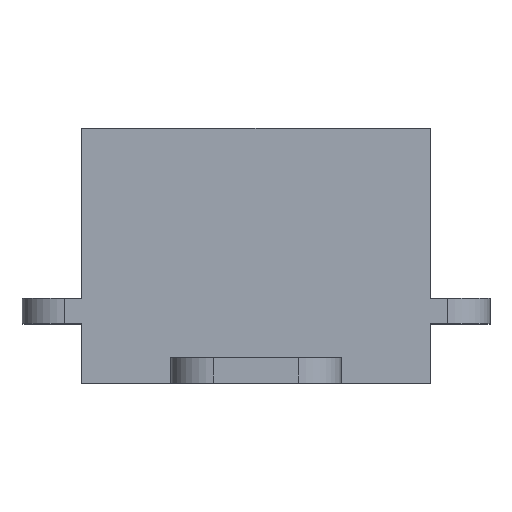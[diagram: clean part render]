
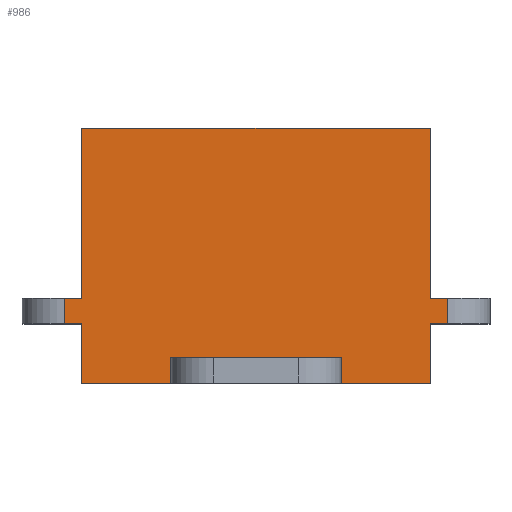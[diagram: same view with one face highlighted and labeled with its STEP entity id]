
A CAD part, top view. The second image highlights one B-rep face of the part: STEP entity #986.
In plain terms, the highlighted planar face has unit normal (0, 0, 1).
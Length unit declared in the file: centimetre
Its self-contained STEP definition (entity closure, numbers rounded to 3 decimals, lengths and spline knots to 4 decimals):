
#2 = DIRECTION ( 'NONE',  ( 0., 1., 0. ) ) ;
#22 = DIRECTION ( 'NONE',  ( 1., 0., 0. ) ) ;
#27 = CARTESIAN_POINT ( 'NONE',  ( -2.05, 2.3, 1.285 ) ) ;
#55 = CARTESIAN_POINT ( 'NONE',  ( -2.05, -0.7, 1.285 ) ) ;
#60 = ORIENTED_EDGE ( 'NONE', *, *, #626, .F. ) ;
#89 = CARTESIAN_POINT ( 'NONE',  ( 2.75, 0.3, 1.285 ) ) ;
#94 = LINE ( 'NONE', #1494, #1248 ) ;
#117 = CARTESIAN_POINT ( 'NONE',  ( -2.05, -0.7, 1.285 ) ) ;
#139 = VECTOR ( 'NONE', #217, 100. ) ;
#154 = CARTESIAN_POINT ( 'NONE',  ( -1., -0.7, 1.285 ) ) ;
#180 = CARTESIAN_POINT ( 'NONE',  ( 1., -0.7, 1.285 ) ) ;
#181 = LINE ( 'NONE', #1429, #551 ) ;
#182 = VERTEX_POINT ( 'NONE', #1362 ) ;
#217 = DIRECTION ( 'NONE',  ( 0., -1., 0. ) ) ;
#221 = CARTESIAN_POINT ( 'NONE',  ( 2.05, 0., 1.285 ) ) ;
#227 = VECTOR ( 'NONE', #1790, 100. ) ;
#232 = LINE ( 'NONE', #89, #479 ) ;
#263 = EDGE_CURVE ( 'NONE', #603, #277, #1250, .T. ) ;
#275 = ORIENTED_EDGE ( 'NONE', *, *, #552, .T. ) ;
#277 = VERTEX_POINT ( 'NONE', #1270 ) ;
#278 = ORIENTED_EDGE ( 'NONE', *, *, #983, .T. ) ;
#307 = ORIENTED_EDGE ( 'NONE', *, *, #373, .T. ) ;
#326 = VERTEX_POINT ( 'NONE', #629 ) ;
#343 = VERTEX_POINT ( 'NONE', #154 ) ;
#358 = LINE ( 'NONE', #55, #620 ) ;
#373 = EDGE_CURVE ( 'NONE', #957, #709, #181, .T. ) ;
#376 = CARTESIAN_POINT ( 'NONE',  ( 2.25, 0., 1.285 ) ) ;
#380 = CARTESIAN_POINT ( 'NONE',  ( 2.75, 0., 1.285 ) ) ;
#443 = CARTESIAN_POINT ( 'NONE',  ( -2.05, -0.7, 1.285 ) ) ;
#459 = CARTESIAN_POINT ( 'NONE',  ( 2.25, 0.3, 1.285 ) ) ;
#473 = VERTEX_POINT ( 'NONE', #1487 ) ;
#479 = VECTOR ( 'NONE', #850, 100. ) ;
#551 = VECTOR ( 'NONE', #1745, 100. ) ;
#552 = EDGE_CURVE ( 'NONE', #1209, #326, #1542, .T. ) ;
#554 = LINE ( 'NONE', #747, #623 ) ;
#558 = DIRECTION ( 'NONE',  ( 0., -1., 0. ) ) ;
#569 = ORIENTED_EDGE ( 'NONE', *, *, #918, .F. ) ;
#603 = VERTEX_POINT ( 'NONE', #1048 ) ;
#619 = ORIENTED_EDGE ( 'NONE', *, *, #1324, .F. ) ;
#620 = VECTOR ( 'NONE', #1606, 100. ) ;
#623 = VECTOR ( 'NONE', #1181, 100. ) ;
#626 = EDGE_CURVE ( 'NONE', #343, #182, #1381, .T. ) ;
#629 = CARTESIAN_POINT ( 'NONE',  ( -2.25, 0., 1.285 ) ) ;
#635 = CARTESIAN_POINT ( 'NONE',  ( 1., -0.4, 1.285 ) ) ;
#645 = VERTEX_POINT ( 'NONE', #1683 ) ;
#649 = VECTOR ( 'NONE', #1101, 100. ) ;
#656 = ORIENTED_EDGE ( 'NONE', *, *, #1941, .F. ) ;
#657 = LINE ( 'NONE', #1759, #1550 ) ;
#658 = CARTESIAN_POINT ( 'NONE',  ( 2.75, 0., 1.285 ) ) ;
#666 = LINE ( 'NONE', #658, #227 ) ;
#672 = ORIENTED_EDGE ( 'NONE', *, *, #1196, .F. ) ;
#674 = PLANE ( 'NONE',  #1380 ) ;
#680 = LINE ( 'NONE', #380, #931 ) ;
#709 = VERTEX_POINT ( 'NONE', #459 ) ;
#747 = CARTESIAN_POINT ( 'NONE',  ( 2.05, -0.7, 1.285 ) ) ;
#765 = CARTESIAN_POINT ( 'NONE',  ( 2.75, 0.3, 1.285 ) ) ;
#774 = DIRECTION ( 'NONE',  ( 0., -1., 0. ) ) ;
#850 = DIRECTION ( 'NONE',  ( 1., 0., 0. ) ) ;
#918 = EDGE_CURVE ( 'NONE', #473, #1930, #358, .T. ) ;
#931 = VECTOR ( 'NONE', #997, 100. ) ;
#949 = VECTOR ( 'NONE', #1022, 100. ) ;
#957 = VERTEX_POINT ( 'NONE', #376 ) ;
#974 = CARTESIAN_POINT ( 'NONE',  ( -2.05, 0., 1.285 ) ) ;
#980 = VECTOR ( 'NONE', #774, 100. ) ;
#983 = EDGE_CURVE ( 'NONE', #1309, #957, #666, .T. ) ;
#984 = FACE_OUTER_BOUND ( 'NONE', #1116, .T. ) ;
#986 = ADVANCED_FACE ( 'NONE', ( #984 ), #674, .F. ) ;
#997 = DIRECTION ( 'NONE',  ( 1., 0., 0. ) ) ;
#1001 = DIRECTION ( 'NONE',  ( 0., 0., -1. ) ) ;
#1003 = VERTEX_POINT ( 'NONE', #1126 ) ;
#1004 = EDGE_CURVE ( 'NONE', #1003, #645, #1752, .T. ) ;
#1022 = DIRECTION ( 'NONE',  ( -1., 0., 0. ) ) ;
#1030 = VECTOR ( 'NONE', #2, 100. ) ;
#1048 = CARTESIAN_POINT ( 'NONE',  ( -2.05, 2.3, 1.285 ) ) ;
#1066 = EDGE_CURVE ( 'NONE', #1171, #1379, #94, .T. ) ;
#1101 = DIRECTION ( 'NONE',  ( 0., -1., 0. ) ) ;
#1116 = EDGE_LOOP ( 'NONE', ( #672, #1554, #1233, #569, #1546, #278, #307, #1463, #1787, #656, #1999, #619, #275, #1300, #1675, #60 ) ) ;
#1126 = CARTESIAN_POINT ( 'NONE',  ( 2.05, 2.3, 1.285 ) ) ;
#1146 = CARTESIAN_POINT ( 'NONE',  ( 2.05, 2.3, 1.285 ) ) ;
#1151 = EDGE_CURVE ( 'NONE', #473, #1309, #554, .T. ) ;
#1155 = CARTESIAN_POINT ( 'NONE',  ( 2.75, 0.3, 1.285 ) ) ;
#1171 = VERTEX_POINT ( 'NONE', #635 ) ;
#1178 = EDGE_CURVE ( 'NONE', #645, #709, #1921, .T. ) ;
#1181 = DIRECTION ( 'NONE',  ( 0., 1., 0. ) ) ;
#1196 = EDGE_CURVE ( 'NONE', #1379, #343, #1701, .T. ) ;
#1209 = VERTEX_POINT ( 'NONE', #1576 ) ;
#1233 = ORIENTED_EDGE ( 'NONE', *, *, #1624, .F. ) ;
#1238 = DIRECTION ( 'NONE',  ( 1., 0., 0. ) ) ;
#1248 = VECTOR ( 'NONE', #1485, 100. ) ;
#1250 = LINE ( 'NONE', #27, #649 ) ;
#1270 = CARTESIAN_POINT ( 'NONE',  ( -2.05, 0.3, 1.285 ) ) ;
#1300 = ORIENTED_EDGE ( 'NONE', *, *, #1371, .T. ) ;
#1309 = VERTEX_POINT ( 'NONE', #221 ) ;
#1324 = EDGE_CURVE ( 'NONE', #1209, #277, #232, .T. ) ;
#1362 = CARTESIAN_POINT ( 'NONE',  ( -2.05, -0.7, 1.285 ) ) ;
#1371 = EDGE_CURVE ( 'NONE', #326, #1737, #680, .T. ) ;
#1379 = VERTEX_POINT ( 'NONE', #1975 ) ;
#1380 = AXIS2_PLACEMENT_3D ( 'NONE', #1155, #1001, #1616 ) ;
#1381 = LINE ( 'NONE', #443, #949 ) ;
#1429 = CARTESIAN_POINT ( 'NONE',  ( 2.25, 0.3, 1.285 ) ) ;
#1463 = ORIENTED_EDGE ( 'NONE', *, *, #1178, .F. ) ;
#1485 = DIRECTION ( 'NONE',  ( -1., 0., 0. ) ) ;
#1487 = CARTESIAN_POINT ( 'NONE',  ( 2.05, -0.7, 1.285 ) ) ;
#1494 = CARTESIAN_POINT ( 'NONE',  ( -1., -0.4, 1.285 ) ) ;
#1520 = CARTESIAN_POINT ( 'NONE',  ( -2.25, 0.3, 1.285 ) ) ;
#1542 = LINE ( 'NONE', #1520, #1570 ) ;
#1546 = ORIENTED_EDGE ( 'NONE', *, *, #1151, .T. ) ;
#1548 = CARTESIAN_POINT ( 'NONE',  ( -1., -0.7, 1.285 ) ) ;
#1550 = VECTOR ( 'NONE', #22, 100. ) ;
#1554 = ORIENTED_EDGE ( 'NONE', *, *, #1066, .F. ) ;
#1570 = VECTOR ( 'NONE', #558, 100. ) ;
#1576 = CARTESIAN_POINT ( 'NONE',  ( -2.25, 0.3, 1.285 ) ) ;
#1580 = LINE ( 'NONE', #180, #1983 ) ;
#1606 = DIRECTION ( 'NONE',  ( -1., 0., 0. ) ) ;
#1616 = DIRECTION ( 'NONE',  ( -1., 0., 0. ) ) ;
#1624 = EDGE_CURVE ( 'NONE', #1930, #1171, #1580, .T. ) ;
#1675 = ORIENTED_EDGE ( 'NONE', *, *, #1859, .F. ) ;
#1683 = CARTESIAN_POINT ( 'NONE',  ( 2.05, 0.3, 1.285 ) ) ;
#1701 = LINE ( 'NONE', #1548, #980 ) ;
#1702 = VECTOR ( 'NONE', #1238, 100. ) ;
#1729 = CARTESIAN_POINT ( 'NONE',  ( 1., -0.7, 1.285 ) ) ;
#1737 = VERTEX_POINT ( 'NONE', #974 ) ;
#1745 = DIRECTION ( 'NONE',  ( 0., 1., 0. ) ) ;
#1752 = LINE ( 'NONE', #1146, #139 ) ;
#1759 = CARTESIAN_POINT ( 'NONE',  ( -2.05, 2.3, 1.285 ) ) ;
#1787 = ORIENTED_EDGE ( 'NONE', *, *, #1004, .F. ) ;
#1790 = DIRECTION ( 'NONE',  ( 1., 0., 0. ) ) ;
#1859 = EDGE_CURVE ( 'NONE', #182, #1737, #2001, .T. ) ;
#1921 = LINE ( 'NONE', #765, #1702 ) ;
#1930 = VERTEX_POINT ( 'NONE', #1729 ) ;
#1941 = EDGE_CURVE ( 'NONE', #603, #1003, #657, .T. ) ;
#1975 = CARTESIAN_POINT ( 'NONE',  ( -1., -0.4, 1.285 ) ) ;
#1983 = VECTOR ( 'NONE', #2023, 100. ) ;
#1999 = ORIENTED_EDGE ( 'NONE', *, *, #263, .T. ) ;
#2001 = LINE ( 'NONE', #117, #1030 ) ;
#2023 = DIRECTION ( 'NONE',  ( 0., 1., 0. ) ) ;
